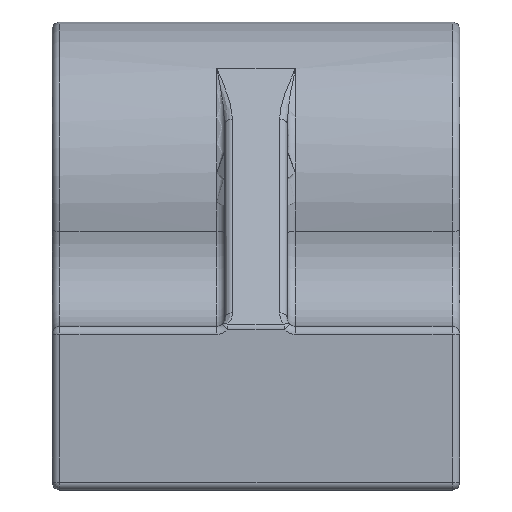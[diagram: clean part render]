
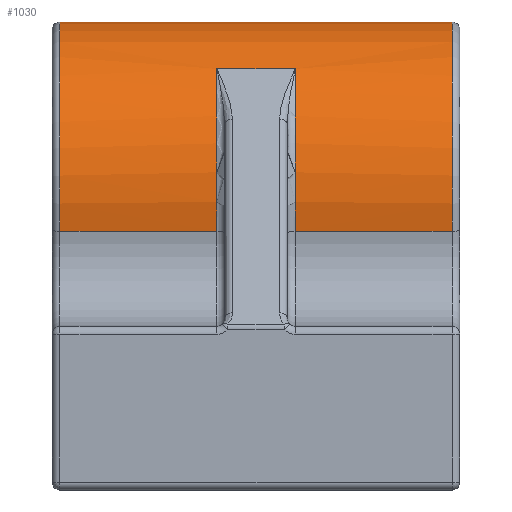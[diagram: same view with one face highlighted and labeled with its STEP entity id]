
A CAD part, left-side view. The second image highlights one B-rep face of the part: STEP entity #1030.
In plain terms, the highlighted cylindrical face has radius 11 mm (diameter 22 mm), a partial arc.
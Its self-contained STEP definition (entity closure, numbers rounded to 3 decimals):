
#533=CARTESIAN_POINT('Vertex',(-10.749,-12.5,16.493)) ;
#609=CARTESIAN_POINT('Vertex',(0.,-12.5,29.83)) ;
#612=CARTESIAN_POINT('Axis2P3D Location',(0.,-12.5,18.83)) ;
#644=CARTESIAN_POINT('Vertex',(-10.749,12.5,16.493)) ;
#711=CARTESIAN_POINT('Axis2P3D Location',(0.,12.5,18.83)) ;
#715=CARTESIAN_POINT('Vertex',(0.,12.5,29.83)) ;
#837=CARTESIAN_POINT('Axis2P3D Location',(0.,0.,18.83)) ;
#842=CARTESIAN_POINT('Line Origine',(0.,0.,29.83)) ;
#917=CARTESIAN_POINT('Vertex',(-10.749,2.5,16.493)) ;
#922=CARTESIAN_POINT('Line Origine',(-10.749,0.,16.493)) ;
#979=CARTESIAN_POINT('Vertex',(-10.749,-2.5,16.493)) ;
#989=CARTESIAN_POINT('Line Origine',(-10.749,0.,16.493)) ;
#1001=CARTESIAN_POINT('Axis2P3D Location',(0.,2.5,18.83)) ;
#1005=CARTESIAN_POINT('Vertex',(-7.533,2.5,26.846)) ;
#1008=CARTESIAN_POINT('Line Origine',(-7.533,0.,26.846)) ;
#1012=CARTESIAN_POINT('Vertex',(-7.533,-2.5,26.846)) ;
#1015=CARTESIAN_POINT('Axis2P3D Location',(0.,-2.5,18.83)) ;
#613=DIRECTION('Axis2P3D Direction',(-0.,1.,0.)) ;
#712=DIRECTION('Axis2P3D Direction',(0.,-1.,0.)) ;
#838=DIRECTION('Axis2P3D Direction',(0.,1.,0.)) ;
#839=DIRECTION('Axis2P3D XDirection',(0.,0.,1.)) ;
#843=DIRECTION('Vector Direction',(0.,1.,0.)) ;
#923=DIRECTION('Vector Direction',(0.,1.,0.)) ;
#990=DIRECTION('Vector Direction',(0.,1.,0.)) ;
#1002=DIRECTION('Axis2P3D Direction',(0.,1.,0.)) ;
#1009=DIRECTION('Vector Direction',(0.,1.,0.)) ;
#1016=DIRECTION('Axis2P3D Direction',(0.,1.,0.)) ;
#614=AXIS2_PLACEMENT_3D('Circle Axis2P3D',#612,#613,$) ;
#713=AXIS2_PLACEMENT_3D('Circle Axis2P3D',#711,#712,$) ;
#840=AXIS2_PLACEMENT_3D('Cylinder Axis2P3D',#837,#838,#839) ;
#1003=AXIS2_PLACEMENT_3D('Circle Axis2P3D',#1001,#1002,$) ;
#1017=AXIS2_PLACEMENT_3D('Circle Axis2P3D',#1015,#1016,$) ;
#1021=ORIENTED_EDGE('',*,*,#993,.T.) ;
#1022=ORIENTED_EDGE('',*,*,#616,.T.) ;
#1023=ORIENTED_EDGE('',*,*,#846,.T.) ;
#1024=ORIENTED_EDGE('',*,*,#717,.F.) ;
#1025=ORIENTED_EDGE('',*,*,#926,.T.) ;
#1026=ORIENTED_EDGE('',*,*,#1007,.F.) ;
#1027=ORIENTED_EDGE('',*,*,#1014,.T.) ;
#1028=ORIENTED_EDGE('',*,*,#1019,.T.) ;
#844=VECTOR('Line Direction',#843,1.) ;
#924=VECTOR('Line Direction',#923,1.) ;
#991=VECTOR('Line Direction',#990,1.) ;
#1010=VECTOR('Line Direction',#1009,1.) ;
#1030=ADVANCED_FACE('Corps principal',(#1029),#841,.T.) ;
#615=CIRCLE('generated circle',#614,11.) ;
#714=CIRCLE('generated circle',#713,11.) ;
#1004=CIRCLE('generated circle',#1003,11.) ;
#1018=CIRCLE('generated circle',#1017,11.) ;
#841=CYLINDRICAL_SURFACE('generated cylinder',#840,11.) ;
#616=EDGE_CURVE('',#534,#610,#615,.T.) ;
#717=EDGE_CURVE('',#645,#716,#714,.F.) ;
#846=EDGE_CURVE('',#610,#716,#845,.T.) ;
#926=EDGE_CURVE('',#645,#918,#925,.F.) ;
#993=EDGE_CURVE('',#980,#534,#992,.F.) ;
#1007=EDGE_CURVE('',#1006,#918,#1004,.F.) ;
#1014=EDGE_CURVE('',#1006,#1013,#1011,.F.) ;
#1019=EDGE_CURVE('',#1013,#980,#1018,.F.) ;
#1020=EDGE_LOOP('',(#1021,#1022,#1023,#1024,#1025,#1026,#1027,#1028)) ;
#1029=FACE_OUTER_BOUND('',#1020,.T.) ;
#845=LINE('Line',#842,#844) ;
#925=LINE('Line',#922,#924) ;
#992=LINE('Line',#989,#991) ;
#1011=LINE('Line',#1008,#1010) ;
#534=VERTEX_POINT('',#533) ;
#610=VERTEX_POINT('',#609) ;
#645=VERTEX_POINT('',#644) ;
#716=VERTEX_POINT('',#715) ;
#918=VERTEX_POINT('',#917) ;
#980=VERTEX_POINT('',#979) ;
#1006=VERTEX_POINT('',#1005) ;
#1013=VERTEX_POINT('',#1012) ;
